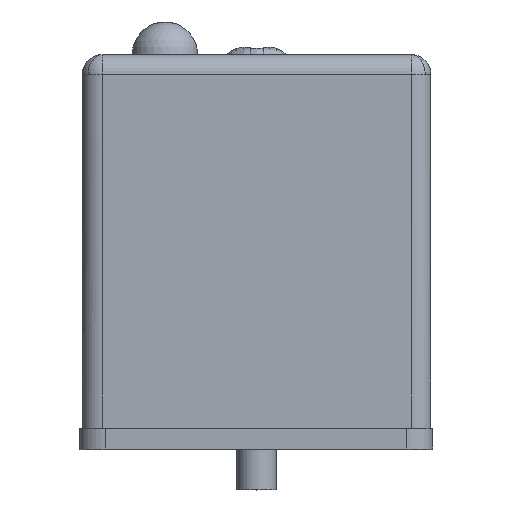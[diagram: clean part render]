
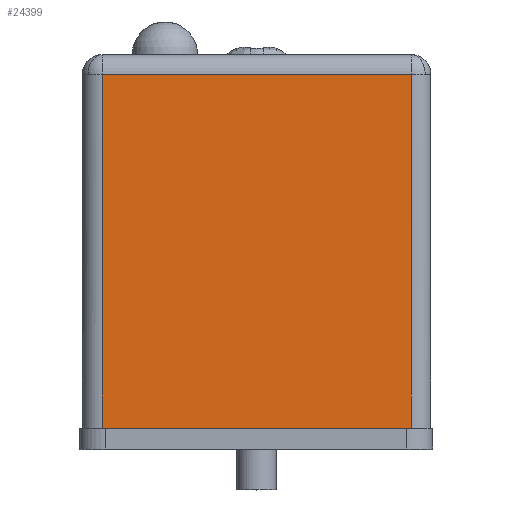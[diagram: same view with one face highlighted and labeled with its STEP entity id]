
A CAD part, top view. The second image highlights one B-rep face of the part: STEP entity #24399.
In plain terms, the highlighted planar face has unit normal (0, 0, 1).
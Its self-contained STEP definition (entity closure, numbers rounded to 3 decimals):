
#455 = CARTESIAN_POINT ( 'NONE',  ( 13.3, -6.8, 0. ) ) ;
#653 = ORIENTED_EDGE ( 'NONE', *, *, #10785, .T. ) ;
#1334 = AXIS2_PLACEMENT_3D ( 'NONE', #455, #8033, #10427 ) ;
#1760 = DIRECTION ( 'NONE',  ( 1., 0., 0. ) ) ;
#2295 = CARTESIAN_POINT ( 'NONE',  ( 11.8, 1.7, 0. ) ) ;
#3675 = EDGE_LOOP ( 'NONE', ( #7520, #29552, #25944, #653 ) ) ;
#5692 = VECTOR ( 'NONE', #1760, 1000. ) ;
#6638 = CARTESIAN_POINT ( 'NONE',  ( 11.8, -6.8, 0. ) ) ;
#7520 = ORIENTED_EDGE ( 'NONE', *, *, #29533, .F. ) ;
#8033 = DIRECTION ( 'NONE',  ( 0., 0., -1. ) ) ;
#10427 = DIRECTION ( 'NONE',  ( 0., 1., 0. ) ) ;
#10645 = CARTESIAN_POINT ( 'NONE',  ( -11.8, -25.3, 0. ) ) ;
#10785 = EDGE_CURVE ( 'NONE', #16690, #30840, #22720, .T. ) ;
#10798 = VECTOR ( 'NONE', #19290, 1000. ) ;
#11436 = VECTOR ( 'NONE', #22134, 1000. ) ;
#11680 = EDGE_CURVE ( 'NONE', #16690, #27655, #26204, .T. ) ;
#15271 = PLANE ( 'NONE',  #1334 ) ;
#16235 = CARTESIAN_POINT ( 'NONE',  ( -11.8, 1.7, 0. ) ) ;
#16562 = VECTOR ( 'NONE', #29856, 1000. ) ;
#16690 = VERTEX_POINT ( 'NONE', #17667 ) ;
#17667 = CARTESIAN_POINT ( 'NONE',  ( -11.8, 1.7, 0. ) ) ;
#17919 = FACE_OUTER_BOUND ( 'NONE', #3675, .T. ) ;
#19290 = DIRECTION ( 'NONE',  ( 0., -1., 0. ) ) ;
#19646 = VERTEX_POINT ( 'NONE', #21301 ) ;
#21301 = CARTESIAN_POINT ( 'NONE',  ( 11.8, -25.3, 0. ) ) ;
#22134 = DIRECTION ( 'NONE',  ( -1., 0., 0. ) ) ;
#22563 = CARTESIAN_POINT ( 'NONE',  ( -11.8, -6.8, 0. ) ) ;
#22720 = LINE ( 'NONE', #22563, #16562 ) ;
#24399 = ADVANCED_FACE ( 'NONE', ( #17919 ), #15271, .F. ) ;
#24526 = CARTESIAN_POINT ( 'NONE',  ( 11.8, -25.3, 0. ) ) ;
#24687 = LINE ( 'NONE', #6638, #10798 ) ;
#25944 = ORIENTED_EDGE ( 'NONE', *, *, #11680, .F. ) ;
#26204 = LINE ( 'NONE', #16235, #5692 ) ;
#26862 = LINE ( 'NONE', #24526, #11436 ) ;
#26942 = EDGE_CURVE ( 'NONE', #27655, #19646, #24687, .T. ) ;
#27655 = VERTEX_POINT ( 'NONE', #2295 ) ;
#29533 = EDGE_CURVE ( 'NONE', #19646, #30840, #26862, .T. ) ;
#29552 = ORIENTED_EDGE ( 'NONE', *, *, #26942, .F. ) ;
#29856 = DIRECTION ( 'NONE',  ( 0., -1., 0. ) ) ;
#30840 = VERTEX_POINT ( 'NONE', #10645 ) ;
